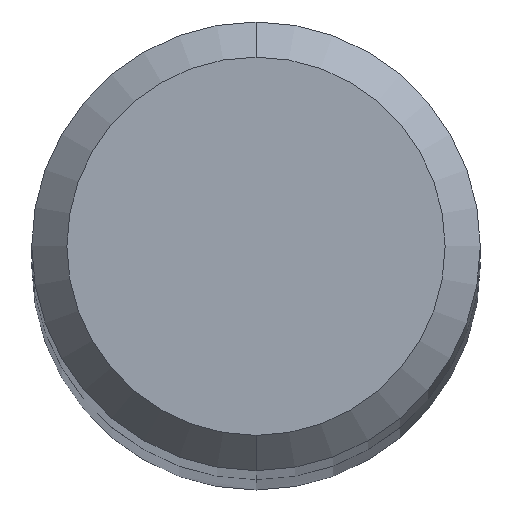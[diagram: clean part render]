
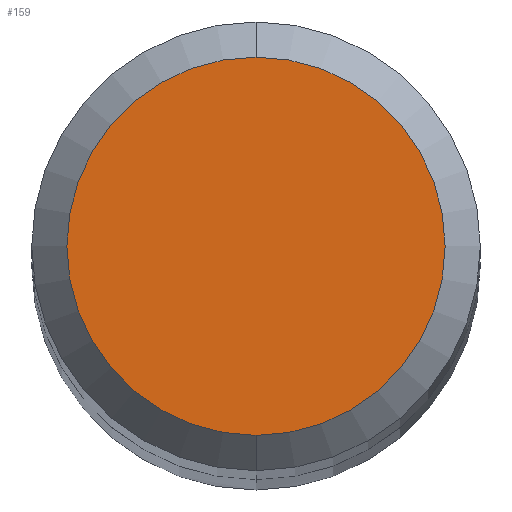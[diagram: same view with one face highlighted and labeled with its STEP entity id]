
A CAD part, top view. The second image highlights one B-rep face of the part: STEP entity #159.
In plain terms, the highlighted planar face has unit normal (0, 0, 1).
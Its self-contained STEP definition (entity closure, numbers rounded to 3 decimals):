
#153=VERTEX_POINT('',#412);
#157=VERTEX_POINT('',#416);
#159=ADVANCED_FACE('',(#418),#419,.T.);
#239=EDGE_CURVE('',#153,#157,#509,.T.);
#357=EDGE_CURVE('',#157,#153,#638,.T.);
#412=CARTESIAN_POINT('',(0.0,2.15,56.0));
#416=CARTESIAN_POINT('',(0.,-2.15,56.0));
#418=FACE_OUTER_BOUND('',#693,.T.);
#419=PLANE('',#694);
#509=CIRCLE('',#879,2.15);
#638=CIRCLE('',#1224,2.15);
#693=EDGE_LOOP('',(#1276,#1277));
#694=AXIS2_PLACEMENT_3D('',#1278,#1279,#1280);
#879=AXIS2_PLACEMENT_3D('',#1386,#1387,#1388);
#1224=AXIS2_PLACEMENT_3D('',#1533,#1534,#1535);
#1276=ORIENTED_EDGE('',*,*,#239,.F.);
#1277=ORIENTED_EDGE('',*,*,#357,.F.);
#1278=CARTESIAN_POINT('',(0.0,1.075,56.0));
#1279=DIRECTION('',(0.0,0.0,1.0));
#1280=DIRECTION('',(0.0,-1.0,0.0));
#1386=CARTESIAN_POINT('',(0.0,0.0,56.0));
#1387=DIRECTION('',(0.0,0.0,-1.0));
#1388=DIRECTION('',(0.0,1.0,0.0));
#1533=CARTESIAN_POINT('',(0.0,0.0,56.0));
#1534=DIRECTION('',(0.0,0.0,-1.0));
#1535=DIRECTION('',(0.0,1.0,0.0));
